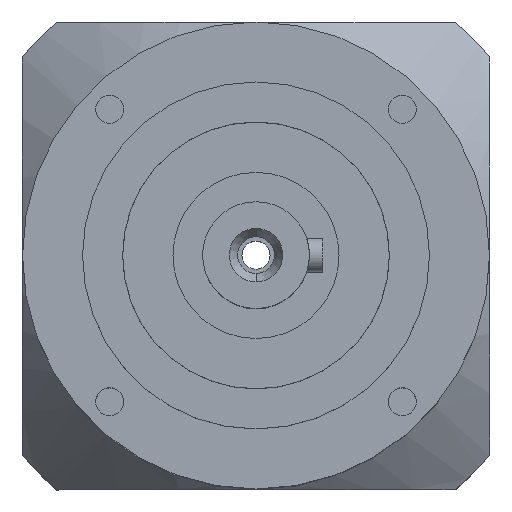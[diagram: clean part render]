
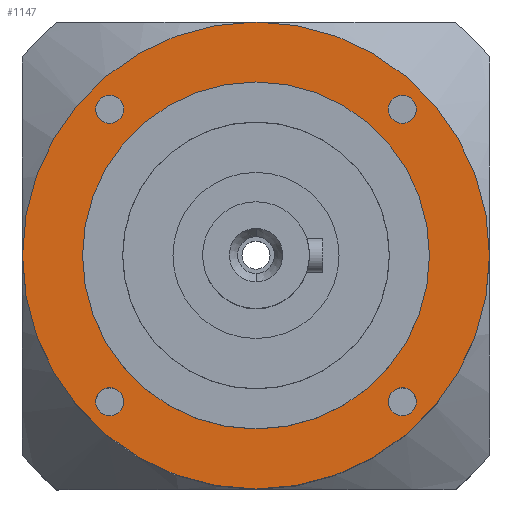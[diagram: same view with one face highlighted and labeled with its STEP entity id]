
A CAD part, top view. The second image highlights one B-rep face of the part: STEP entity #1147.
In plain terms, the highlighted planar face has unit normal (0, 0, 1).
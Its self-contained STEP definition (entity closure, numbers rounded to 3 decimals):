
#91 = AXIS2_PLACEMENT_3D ( 'NONE', #997, #4591, #7517 ) ;
#179 = EDGE_LOOP ( 'NONE', ( #3805, #290 ) ) ;
#188 = CARTESIAN_POINT ( 'NONE',  ( 35., 0., -35. ) ) ;
#206 = DIRECTION ( 'NONE',  ( 0., 0., -1. ) ) ;
#290 = ORIENTED_EDGE ( 'NONE', *, *, #2499, .F. ) ;
#322 = CARTESIAN_POINT ( 'NONE',  ( -21.92, 21.92, -35. ) ) ;
#331 = CARTESIAN_POINT ( 'NONE',  ( 0., 0., -35. ) ) ;
#392 = ORIENTED_EDGE ( 'NONE', *, *, #2391, .F. ) ;
#515 = CARTESIAN_POINT ( 'NONE',  ( 0., 26., -35. ) ) ;
#949 = AXIS2_PLACEMENT_3D ( 'NONE', #5433, #1202, #7821 ) ;
#997 = CARTESIAN_POINT ( 'NONE',  ( 0., 0., -35. ) ) ;
#1147 = ADVANCED_FACE ( 'NONE', ( #4939, #6766, #7216, #1289, #6057, #3724 ), #6734, .F. ) ;
#1158 = DIRECTION ( 'NONE',  ( 0., 0., 1. ) ) ;
#1202 = DIRECTION ( 'NONE',  ( 0., 0., 1. ) ) ;
#1231 = EDGE_CURVE ( 'NONE', #5268, #7020, #5062, .T. ) ;
#1289 = FACE_BOUND ( 'NONE', #5206, .T. ) ;
#1372 = VERTEX_POINT ( 'NONE', #6405 ) ;
#1399 = DIRECTION ( 'NONE',  ( 1., 0., 0. ) ) ;
#1587 = DIRECTION ( 'NONE',  ( 0., 0., 1. ) ) ;
#1660 = VERTEX_POINT ( 'NONE', #188 ) ;
#1668 = CARTESIAN_POINT ( 'NONE',  ( 26., 0., -35. ) ) ;
#1731 = DIRECTION ( 'NONE',  ( 1., 0., 0. ) ) ;
#1973 = DIRECTION ( 'NONE',  ( 1., 0., 0. ) ) ;
#2008 = EDGE_CURVE ( 'NONE', #3375, #3273, #3795, .T. ) ;
#2026 = EDGE_LOOP ( 'NONE', ( #3152, #7873 ) ) ;
#2048 = EDGE_CURVE ( 'NONE', #7020, #5268, #5857, .T. ) ;
#2139 = EDGE_LOOP ( 'NONE', ( #5588, #7632 ) ) ;
#2173 = CARTESIAN_POINT ( 'NONE',  ( 21.92, 21.92, -35. ) ) ;
#2292 = EDGE_LOOP ( 'NONE', ( #7150, #2539 ) ) ;
#2295 = CARTESIAN_POINT ( 'NONE',  ( -21.92, -21.92, -35. ) ) ;
#2391 = EDGE_CURVE ( 'NONE', #7560, #7648, #6899, .T. ) ;
#2407 = DIRECTION ( 'NONE',  ( -1., 0., 0. ) ) ;
#2453 = AXIS2_PLACEMENT_3D ( 'NONE', #5265, #1587, #6589 ) ;
#2499 = EDGE_CURVE ( 'NONE', #4460, #5128, #3580, .T. ) ;
#2508 = CARTESIAN_POINT ( 'NONE',  ( 19.82, -21.92, -35. ) ) ;
#2514 = CARTESIAN_POINT ( 'NONE',  ( -21.92, -21.92, -35. ) ) ;
#2539 = ORIENTED_EDGE ( 'NONE', *, *, #2846, .F. ) ;
#2553 = AXIS2_PLACEMENT_3D ( 'NONE', #6369, #5080, #1973 ) ;
#2613 = DIRECTION ( 'NONE',  ( 1., 0., 0. ) ) ;
#2636 = AXIS2_PLACEMENT_3D ( 'NONE', #2173, #6195, #2705 ) ;
#2675 = AXIS2_PLACEMENT_3D ( 'NONE', #4423, #206, #2613 ) ;
#2705 = DIRECTION ( 'NONE',  ( 1., 0., 0. ) ) ;
#2845 = EDGE_CURVE ( 'NONE', #7648, #7560, #6147, .T. ) ;
#2846 = EDGE_CURVE ( 'NONE', #6168, #1660, #5377, .T. ) ;
#2882 = ORIENTED_EDGE ( 'NONE', *, *, #2008, .F. ) ;
#2922 = CARTESIAN_POINT ( 'NONE',  ( -24.02, 21.92, -35. ) ) ;
#3029 = AXIS2_PLACEMENT_3D ( 'NONE', #331, #1158, #3940 ) ;
#3152 = ORIENTED_EDGE ( 'NONE', *, *, #2048, .F. ) ;
#3185 = DIRECTION ( 'NONE',  ( 0., 0., 1. ) ) ;
#3273 = VERTEX_POINT ( 'NONE', #3304 ) ;
#3304 = CARTESIAN_POINT ( 'NONE',  ( 19.82, 21.92, -35. ) ) ;
#3375 = VERTEX_POINT ( 'NONE', #6107 ) ;
#3467 = DIRECTION ( 'NONE',  ( 1., 0., 0. ) ) ;
#3517 = CIRCLE ( 'NONE', #91, 35. ) ;
#3580 = CIRCLE ( 'NONE', #5389, 2.1 ) ;
#3618 = EDGE_CURVE ( 'NONE', #1372, #4727, #5125, .T. ) ;
#3724 = FACE_OUTER_BOUND ( 'NONE', #2292, .T. ) ;
#3746 = CARTESIAN_POINT ( 'NONE',  ( 24.02, -21.92, -35. ) ) ;
#3795 = CIRCLE ( 'NONE', #2636, 2.1 ) ;
#3805 = ORIENTED_EDGE ( 'NONE', *, *, #4183, .F. ) ;
#3940 = DIRECTION ( 'NONE',  ( 1., 0., 0. ) ) ;
#4045 = AXIS2_PLACEMENT_3D ( 'NONE', #515, #4825, #2407 ) ;
#4183 = EDGE_CURVE ( 'NONE', #5128, #4460, #4889, .T. ) ;
#4423 = CARTESIAN_POINT ( 'NONE',  ( 0., 0., -35. ) ) ;
#4460 = VERTEX_POINT ( 'NONE', #2922 ) ;
#4529 = CARTESIAN_POINT ( 'NONE',  ( 0., 0., -35. ) ) ;
#4591 = DIRECTION ( 'NONE',  ( 0., 0., -1. ) ) ;
#4727 = VERTEX_POINT ( 'NONE', #7452 ) ;
#4741 = DIRECTION ( 'NONE',  ( 0., 0., 1. ) ) ;
#4767 = CIRCLE ( 'NONE', #5648, 2.1 ) ;
#4825 = DIRECTION ( 'NONE',  ( 0., 0., -1. ) ) ;
#4889 = CIRCLE ( 'NONE', #2453, 2.1 ) ;
#4910 = CIRCLE ( 'NONE', #949, 2.1 ) ;
#4939 = FACE_BOUND ( 'NONE', #6896, .T. ) ;
#5031 = EDGE_CURVE ( 'NONE', #4727, #1372, #4767, .T. ) ;
#5049 = CARTESIAN_POINT ( 'NONE',  ( -26., 0., -35. ) ) ;
#5062 = CIRCLE ( 'NONE', #6345, 26. ) ;
#5080 = DIRECTION ( 'NONE',  ( 0., 0., 1. ) ) ;
#5125 = CIRCLE ( 'NONE', #7300, 2.1 ) ;
#5128 = VERTEX_POINT ( 'NONE', #5449 ) ;
#5206 = EDGE_LOOP ( 'NONE', ( #392, #6697 ) ) ;
#5265 = CARTESIAN_POINT ( 'NONE',  ( -21.92, 21.92, -35. ) ) ;
#5268 = VERTEX_POINT ( 'NONE', #5049 ) ;
#5349 = CARTESIAN_POINT ( 'NONE',  ( -35., 0., -35. ) ) ;
#5351 = CARTESIAN_POINT ( 'NONE',  ( 21.92, -21.92, -35. ) ) ;
#5377 = CIRCLE ( 'NONE', #2675, 35. ) ;
#5389 = AXIS2_PLACEMENT_3D ( 'NONE', #322, #7099, #3467 ) ;
#5433 = CARTESIAN_POINT ( 'NONE',  ( 21.92, 21.92, -35. ) ) ;
#5449 = CARTESIAN_POINT ( 'NONE',  ( -19.82, 21.92, -35. ) ) ;
#5588 = ORIENTED_EDGE ( 'NONE', *, *, #5031, .F. ) ;
#5598 = DIRECTION ( 'NONE',  ( 0., 0., 1. ) ) ;
#5648 = AXIS2_PLACEMENT_3D ( 'NONE', #2295, #4741, #7178 ) ;
#5857 = CIRCLE ( 'NONE', #3029, 26. ) ;
#5895 = EDGE_CURVE ( 'NONE', #1660, #6168, #3517, .T. ) ;
#5997 = ORIENTED_EDGE ( 'NONE', *, *, #7515, .F. ) ;
#6057 = FACE_BOUND ( 'NONE', #2026, .T. ) ;
#6107 = CARTESIAN_POINT ( 'NONE',  ( 24.02, 21.92, -35. ) ) ;
#6147 = CIRCLE ( 'NONE', #2553, 2.1 ) ;
#6168 = VERTEX_POINT ( 'NONE', #5349 ) ;
#6195 = DIRECTION ( 'NONE',  ( 0., 0., 1. ) ) ;
#6345 = AXIS2_PLACEMENT_3D ( 'NONE', #4529, #5598, #6808 ) ;
#6369 = CARTESIAN_POINT ( 'NONE',  ( 21.92, -21.92, -35. ) ) ;
#6405 = CARTESIAN_POINT ( 'NONE',  ( -24.02, -21.92, -35. ) ) ;
#6589 = DIRECTION ( 'NONE',  ( 1., 0., 0. ) ) ;
#6697 = ORIENTED_EDGE ( 'NONE', *, *, #2845, .F. ) ;
#6734 = PLANE ( 'NONE',  #4045 ) ;
#6766 = FACE_BOUND ( 'NONE', #2139, .T. ) ;
#6808 = DIRECTION ( 'NONE',  ( 1., 0., 0. ) ) ;
#6896 = EDGE_LOOP ( 'NONE', ( #2882, #5997 ) ) ;
#6899 = CIRCLE ( 'NONE', #7521, 2.1 ) ;
#7020 = VERTEX_POINT ( 'NONE', #1668 ) ;
#7099 = DIRECTION ( 'NONE',  ( 0., 0., 1. ) ) ;
#7150 = ORIENTED_EDGE ( 'NONE', *, *, #5895, .F. ) ;
#7178 = DIRECTION ( 'NONE',  ( 1., 0., 0. ) ) ;
#7216 = FACE_BOUND ( 'NONE', #179, .T. ) ;
#7300 = AXIS2_PLACEMENT_3D ( 'NONE', #2514, #3185, #1399 ) ;
#7452 = CARTESIAN_POINT ( 'NONE',  ( -19.82, -21.92, -35. ) ) ;
#7515 = EDGE_CURVE ( 'NONE', #3273, #3375, #4910, .T. ) ;
#7517 = DIRECTION ( 'NONE',  ( 1., 0., 0. ) ) ;
#7521 = AXIS2_PLACEMENT_3D ( 'NONE', #5351, #7773, #1731 ) ;
#7560 = VERTEX_POINT ( 'NONE', #3746 ) ;
#7632 = ORIENTED_EDGE ( 'NONE', *, *, #3618, .F. ) ;
#7648 = VERTEX_POINT ( 'NONE', #2508 ) ;
#7773 = DIRECTION ( 'NONE',  ( 0., 0., 1. ) ) ;
#7821 = DIRECTION ( 'NONE',  ( 1., 0., 0. ) ) ;
#7873 = ORIENTED_EDGE ( 'NONE', *, *, #1231, .F. ) ;
